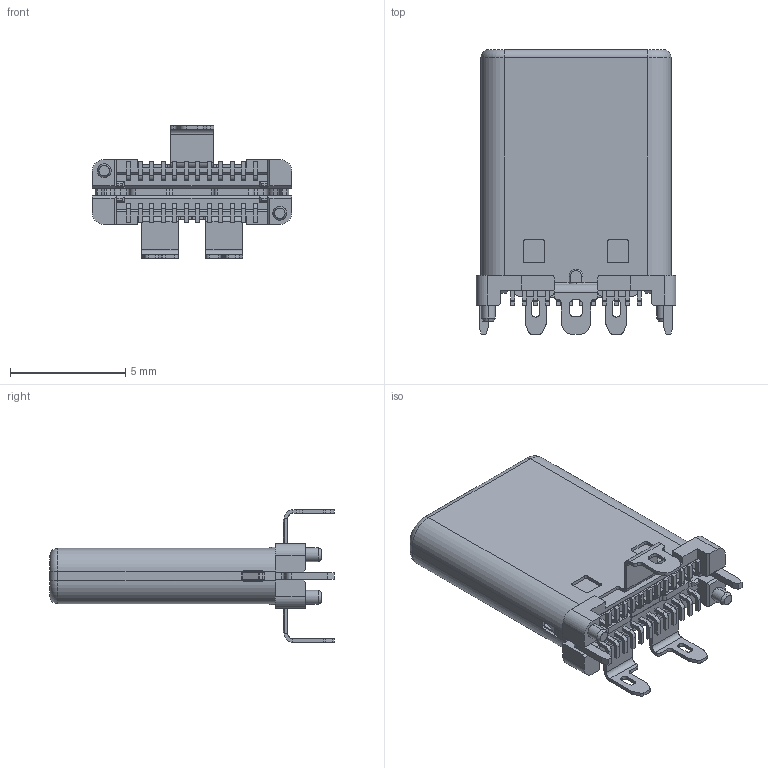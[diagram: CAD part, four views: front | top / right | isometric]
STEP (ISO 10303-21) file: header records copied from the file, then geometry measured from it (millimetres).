
FILE_DESCRIPTION (( 'STEP AP214' ), '1' );
FILE_NAME ('USB4151-GF-C.STEP', '2020-05-17T06:22:10', ( '' ), ( '' ), 'SwSTEP 2.0', 'SolidWorks 2017', '' );
FILE_SCHEMA (( 'AUTOMOTIVE_DESIGN' ));
Length unit declared in the file: millimetre
Products named in the file (1): USB4151-GF-C
Bounding box: 8.66 x 12.35 x 5.75 mm (x, y, z)
Volume: 151.8 mm3; surface area: 1013.6 mm2
Topology: 57 solids, 57 shells, 1373 faces, 3612 edges, 2348 vertices
Faces by surface type: plane 877, cylinder 452, torus 30, bspline 8, cone 6
Entity records: 42934 total; most frequent: CARTESIAN_POINT 7682, DIRECTION 7242, ORIENTED_EDGE 7224, EDGE_CURVE 3612, LINE 2610, VECTOR 2610, VERTEX_POINT 2348, AXIS2_PLACEMENT_3D 2316
